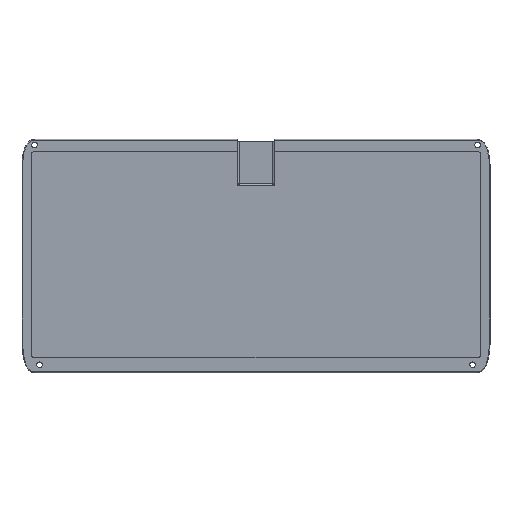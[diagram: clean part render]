
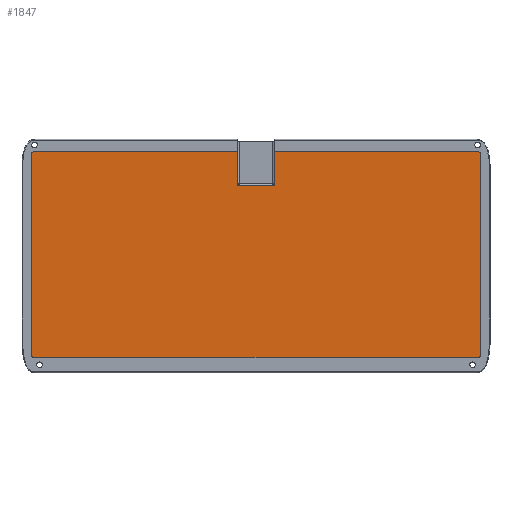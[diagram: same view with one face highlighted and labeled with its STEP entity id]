
A CAD part, top view. The second image highlights one B-rep face of the part: STEP entity #1847.
In plain terms, the highlighted planar face has unit normal (0, -0.061, 0.998).
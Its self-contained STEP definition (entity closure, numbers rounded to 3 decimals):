
#126=PLANE('',#1991);
#178=FACE_OUTER_BOUND('',#295,.T.);
#295=EDGE_LOOP('',(#1278,#1279,#1280,#1281,#1282,#1283,#1284,#1285,#1286,
#1287,#1288,#1289,#1290,#1291,#1292,#1293));
#426=LINE('',#2744,#564);
#431=LINE('',#2759,#569);
#435=LINE('',#2768,#573);
#436=LINE('',#2772,#574);
#437=LINE('',#2776,#575);
#438=LINE('',#2780,#576);
#439=LINE('',#2784,#577);
#440=LINE('',#2788,#578);
#564=VECTOR('',#2210,10.);
#569=VECTOR('',#2227,10.);
#573=VECTOR('',#2235,10.);
#574=VECTOR('',#2238,10.);
#575=VECTOR('',#2241,10.);
#576=VECTOR('',#2244,10.);
#577=VECTOR('',#2247,10.);
#578=VECTOR('',#2250,10.);
#693=CIRCLE('',#1971,0.75);
#697=CIRCLE('',#1977,0.75);
#702=CIRCLE('',#1992,0.75);
#703=CIRCLE('',#1993,1.);
#704=CIRCLE('',#1994,1.);
#705=CIRCLE('',#1995,1.);
#706=CIRCLE('',#1996,1.);
#707=CIRCLE('',#1997,0.75);
#781=VERTEX_POINT('',#2708);
#782=VERTEX_POINT('',#2710);
#787=VERTEX_POINT('',#2724);
#788=VERTEX_POINT('',#2726);
#793=VERTEX_POINT('',#2742);
#797=VERTEX_POINT('',#2758);
#801=VERTEX_POINT('',#2769);
#802=VERTEX_POINT('',#2771);
#803=VERTEX_POINT('',#2773);
#804=VERTEX_POINT('',#2775);
#805=VERTEX_POINT('',#2777);
#806=VERTEX_POINT('',#2779);
#807=VERTEX_POINT('',#2781);
#808=VERTEX_POINT('',#2783);
#809=VERTEX_POINT('',#2785);
#810=VERTEX_POINT('',#2787);
#954=EDGE_CURVE('',#781,#782,#693,.T.);
#962=EDGE_CURVE('',#787,#788,#697,.T.);
#971=EDGE_CURVE('',#781,#793,#426,.T.);
#978=EDGE_CURVE('',#797,#788,#431,.T.);
#983=EDGE_CURVE('',#787,#782,#435,.T.);
#984=EDGE_CURVE('',#801,#793,#702,.F.);
#985=EDGE_CURVE('',#802,#801,#436,.T.);
#986=EDGE_CURVE('',#802,#803,#703,.T.);
#987=EDGE_CURVE('',#804,#803,#437,.T.);
#988=EDGE_CURVE('',#804,#805,#704,.T.);
#989=EDGE_CURVE('',#806,#805,#438,.T.);
#990=EDGE_CURVE('',#806,#807,#705,.T.);
#991=EDGE_CURVE('',#808,#807,#439,.T.);
#992=EDGE_CURVE('',#808,#809,#706,.T.);
#993=EDGE_CURVE('',#810,#809,#440,.T.);
#994=EDGE_CURVE('',#797,#810,#707,.F.);
#1278=ORIENTED_EDGE('',*,*,#978,.T.);
#1279=ORIENTED_EDGE('',*,*,#962,.F.);
#1280=ORIENTED_EDGE('',*,*,#983,.T.);
#1281=ORIENTED_EDGE('',*,*,#954,.F.);
#1282=ORIENTED_EDGE('',*,*,#971,.T.);
#1283=ORIENTED_EDGE('',*,*,#984,.F.);
#1284=ORIENTED_EDGE('',*,*,#985,.F.);
#1285=ORIENTED_EDGE('',*,*,#986,.T.);
#1286=ORIENTED_EDGE('',*,*,#987,.F.);
#1287=ORIENTED_EDGE('',*,*,#988,.T.);
#1288=ORIENTED_EDGE('',*,*,#989,.F.);
#1289=ORIENTED_EDGE('',*,*,#990,.T.);
#1290=ORIENTED_EDGE('',*,*,#991,.F.);
#1291=ORIENTED_EDGE('',*,*,#992,.T.);
#1292=ORIENTED_EDGE('',*,*,#993,.F.);
#1293=ORIENTED_EDGE('',*,*,#994,.F.);
#1847=ADVANCED_FACE('',(#178),#126,.F.);
#1971=AXIS2_PLACEMENT_3D('',#2711,#2175,#2176);
#1977=AXIS2_PLACEMENT_3D('',#2727,#2191,#2192);
#1991=AXIS2_PLACEMENT_3D('',#2767,#2233,#2234);
#1992=AXIS2_PLACEMENT_3D('',#2770,#2236,#2237);
#1993=AXIS2_PLACEMENT_3D('',#2774,#2239,#2240);
#1994=AXIS2_PLACEMENT_3D('',#2778,#2242,#2243);
#1995=AXIS2_PLACEMENT_3D('',#2782,#2245,#2246);
#1996=AXIS2_PLACEMENT_3D('',#2786,#2248,#2249);
#1997=AXIS2_PLACEMENT_3D('',#2789,#2251,#2252);
#2175=DIRECTION('center_axis',(0.,-0.061,0.998));
#2176=DIRECTION('ref_axis',(-0.707,-0.706,-0.043));
#2191=DIRECTION('center_axis',(0.,-0.061,0.998));
#2192=DIRECTION('ref_axis',(0.707,-0.706,-0.043));
#2210=DIRECTION('',(0.,0.998,0.061));
#2227=DIRECTION('',(0.,-0.998,-0.061));
#2233=DIRECTION('center_axis',(0.,0.061,-0.998));
#2234=DIRECTION('ref_axis',(-1.,0.,0.));
#2235=DIRECTION('',(-1.,0.,0.));
#2236=DIRECTION('center_axis',(0.,0.061,-0.998));
#2237=DIRECTION('ref_axis',(0.707,-0.706,-0.043));
#2238=DIRECTION('',(1.,0.,0.));
#2239=DIRECTION('center_axis',(0.,-0.061,0.998));
#2240=DIRECTION('ref_axis',(-0.707,0.706,0.043));
#2241=DIRECTION('',(0.,0.998,0.061));
#2242=DIRECTION('center_axis',(0.,-0.061,0.998));
#2243=DIRECTION('ref_axis',(-0.707,-0.706,-0.043));
#2244=DIRECTION('',(-1.,0.,0.));
#2245=DIRECTION('center_axis',(0.,-0.061,0.998));
#2246=DIRECTION('ref_axis',(0.707,-0.706,-0.043));
#2247=DIRECTION('',(0.,-0.998,-0.061));
#2248=DIRECTION('center_axis',(0.,-0.061,0.998));
#2249=DIRECTION('ref_axis',(0.707,0.706,0.043));
#2250=DIRECTION('',(1.,0.,0.));
#2251=DIRECTION('center_axis',(0.,0.061,-0.998));
#2252=DIRECTION('ref_axis',(-0.707,-0.706,-0.043));
#2708=CARTESIAN_POINT('',(-8.,32.598,0.28));
#2710=CARTESIAN_POINT('',(-7.25,31.85,0.234));
#2711=CARTESIAN_POINT('Origin',(-7.25,32.598,0.28));
#2724=CARTESIAN_POINT('',(7.25,31.85,0.234));
#2726=CARTESIAN_POINT('',(8.,32.598,0.28));
#2727=CARTESIAN_POINT('Origin',(7.25,32.598,0.28));
#2742=CARTESIAN_POINT('',(-8.,47.367,1.183));
#2744=CARTESIAN_POINT('',(-8.,21.018,-0.429));
#2758=CARTESIAN_POINT('',(8.,47.367,1.183));
#2759=CARTESIAN_POINT('',(8.,21.018,-0.429));
#2767=CARTESIAN_POINT('Origin',(0.,2.202,-1.58));
#2768=CARTESIAN_POINT('',(0.,31.85,0.234));
#2769=CARTESIAN_POINT('',(-8.75,46.619,1.137));
#2770=CARTESIAN_POINT('Origin',(-8.75,47.367,1.183));
#2771=CARTESIAN_POINT('',(-96.,46.619,1.137));
#2772=CARTESIAN_POINT('',(-97.,46.619,1.137));
#2773=CARTESIAN_POINT('',(-97.,45.621,1.076));
#2774=CARTESIAN_POINT('Origin',(-96.,45.621,1.076));
#2775=CARTESIAN_POINT('',(-97.,-41.217,-4.235));
#2776=CARTESIAN_POINT('',(-97.,-42.215,-4.296));
#2777=CARTESIAN_POINT('',(-96.,-42.215,-4.296));
#2778=CARTESIAN_POINT('Origin',(-96.,-41.217,-4.235));
#2779=CARTESIAN_POINT('',(96.,-42.215,-4.296));
#2780=CARTESIAN_POINT('',(97.,-42.215,-4.296));
#2781=CARTESIAN_POINT('',(97.,-41.217,-4.235));
#2782=CARTESIAN_POINT('Origin',(96.,-41.217,-4.235));
#2783=CARTESIAN_POINT('',(97.,45.621,1.076));
#2784=CARTESIAN_POINT('',(97.,46.619,1.137));
#2785=CARTESIAN_POINT('',(96.,46.619,1.137));
#2786=CARTESIAN_POINT('Origin',(96.,45.621,1.076));
#2787=CARTESIAN_POINT('',(8.75,46.619,1.137));
#2788=CARTESIAN_POINT('',(-97.,46.619,1.137));
#2789=CARTESIAN_POINT('Origin',(8.75,47.367,1.183));
